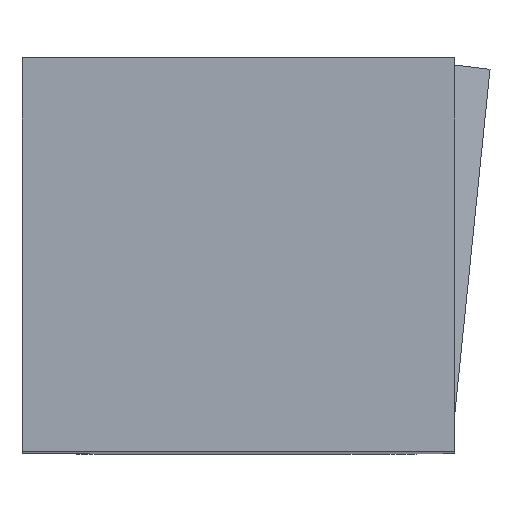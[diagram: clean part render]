
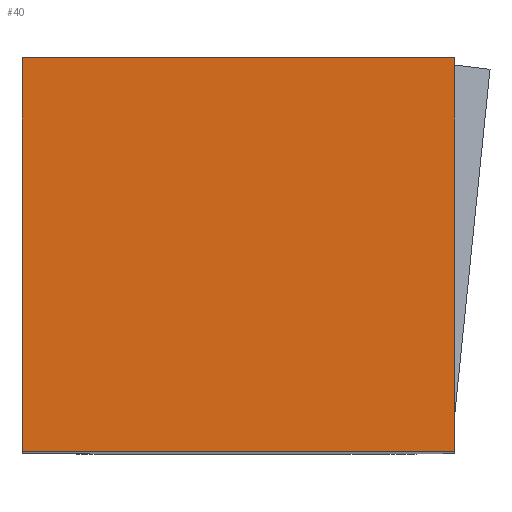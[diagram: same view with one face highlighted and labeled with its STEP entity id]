
A CAD part, top view. The second image highlights one B-rep face of the part: STEP entity #40.
In plain terms, the highlighted planar face has unit normal (0, 0, 1).
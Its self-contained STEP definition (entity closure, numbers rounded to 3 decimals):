
#40=ADVANCED_FACE('',(#92),#67,.T.);
#67=PLANE('',#604);
#92=FACE_OUTER_BOUND('',#119,.T.);
#119=EDGE_LOOP('',(#163,#164,#165,#166));
#163=ORIENTED_EDGE('',*,*,#359,.T.);
#164=ORIENTED_EDGE('',*,*,#360,.T.);
#165=ORIENTED_EDGE('',*,*,#356,.F.);
#166=ORIENTED_EDGE('',*,*,#350,.F.);
#301=VERTEX_POINT('',#794);
#302=VERTEX_POINT('',#796);
#307=VERTEX_POINT('',#808);
#309=VERTEX_POINT('',#814);
#350=EDGE_CURVE('',#301,#302,#423,.T.);
#356=EDGE_CURVE('',#302,#307,#428,.T.);
#359=EDGE_CURVE('',#301,#309,#431,.T.);
#360=EDGE_CURVE('',#309,#307,#432,.T.);
#423=LINE('',#795,#493);
#428=LINE('',#807,#498);
#431=LINE('',#813,#501);
#432=LINE('',#815,#502);
#493=VECTOR('',#648,1.);
#498=VECTOR('',#657,1.);
#501=VECTOR('',#662,1.);
#502=VECTOR('',#663,1.);
#604=AXIS2_PLACEMENT_3D('',#816,#664,#665);
#648=DIRECTION('',(-1.,0.,0.));
#657=DIRECTION('',(0.,1.,0.));
#662=DIRECTION('',(0.,1.,0.));
#663=DIRECTION('',(-1.,0.,0.));
#664=DIRECTION('',(0.,0.,1.));
#665=DIRECTION('',(-1.,0.,0.));
#794=CARTESIAN_POINT('',(54.85,0.,0.));
#795=CARTESIAN_POINT('',(29.7,0.,0.));
#796=CARTESIAN_POINT('',(0.,0.,0.));
#807=CARTESIAN_POINT('',(0.,24.925,0.));
#808=CARTESIAN_POINT('',(0.,49.85,0.));
#813=CARTESIAN_POINT('',(54.85,24.925,0.));
#814=CARTESIAN_POINT('',(54.85,49.85,0.));
#815=CARTESIAN_POINT('',(29.7,49.85,0.));
#816=CARTESIAN_POINT('',(29.7,24.925,0.));
